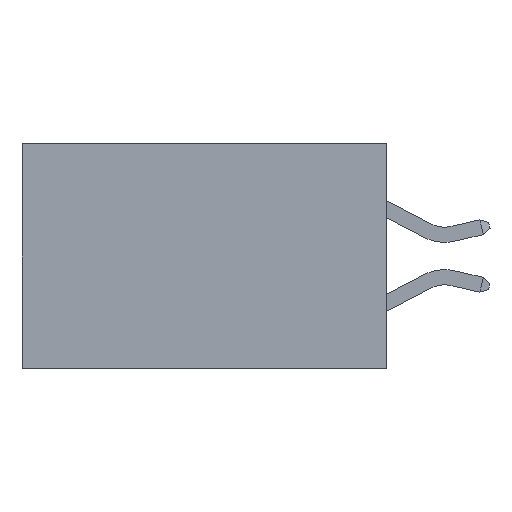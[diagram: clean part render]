
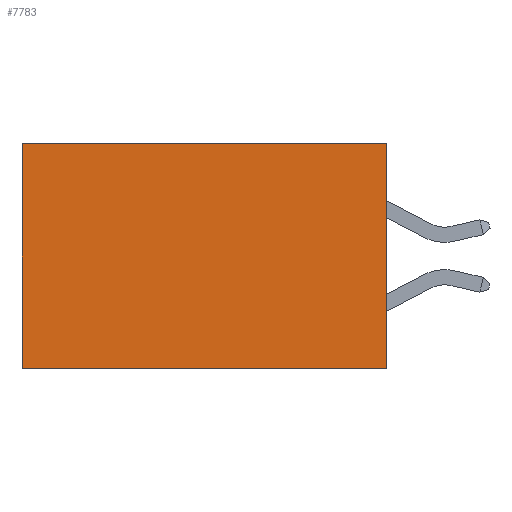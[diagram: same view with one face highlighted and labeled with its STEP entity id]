
A CAD part, left-side view. The second image highlights one B-rep face of the part: STEP entity #7783.
In plain terms, the highlighted planar face has unit normal (-1, 0, 0).
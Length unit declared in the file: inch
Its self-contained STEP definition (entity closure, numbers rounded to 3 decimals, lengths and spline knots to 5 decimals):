
#348 = LINE ( 'NONE', #14612, #12688 ) ;
#2034 = DIRECTION ( 'NONE',  ( 1., 0., 0. ) ) ;
#2220 = AXIS2_PLACEMENT_3D ( 'NONE', #3779, #2034, #8853 ) ;
#2809 = ORIENTED_EDGE ( 'NONE', *, *, #14804, .F. ) ;
#3314 = PLANE ( 'NONE',  #2220 ) ;
#3495 = DIRECTION ( 'NONE',  ( 0., 0., -1. ) ) ;
#3654 = LINE ( 'NONE', #15688, #16910 ) ;
#3779 = CARTESIAN_POINT ( 'NONE',  ( 0.2615, 0., -0.37 ) ) ;
#4407 = EDGE_CURVE ( 'NONE', #21862, #10665, #3654, .T. ) ;
#4498 = ORIENTED_EDGE ( 'NONE', *, *, #9900, .T. ) ;
#5505 = FACE_OUTER_BOUND ( 'NONE', #5800, .T. ) ;
#5800 = EDGE_LOOP ( 'NONE', ( #4498, #8222, #2809, #17106 ) ) ;
#6245 = DIRECTION ( 'NONE',  ( 0., 1., 0. ) ) ;
#7284 = CARTESIAN_POINT ( 'NONE',  ( 0.2615, 0.6, -0.37 ) ) ;
#7783 = ADVANCED_FACE ( 'NONE', ( #5505 ), #3314, .F. ) ;
#8222 = ORIENTED_EDGE ( 'NONE', *, *, #16496, .F. ) ;
#8724 = DIRECTION ( 'NONE',  ( 0., 1., 0. ) ) ;
#8853 = DIRECTION ( 'NONE',  ( 0., 0., -1. ) ) ;
#9378 = LINE ( 'NONE', #15160, #11280 ) ;
#9900 = EDGE_CURVE ( 'NONE', #10665, #13259, #15989, .T. ) ;
#10116 = CARTESIAN_POINT ( 'NONE',  ( 0.2615, 0.6, 0. ) ) ;
#10665 = VERTEX_POINT ( 'NONE', #10116 ) ;
#11280 = VECTOR ( 'NONE', #6245, 39.37008 ) ;
#12688 = VECTOR ( 'NONE', #14732, 39.37008 ) ;
#13259 = VERTEX_POINT ( 'NONE', #7284 ) ;
#14612 = CARTESIAN_POINT ( 'NONE',  ( 0.2615, 0., -0.37 ) ) ;
#14732 = DIRECTION ( 'NONE',  ( 0., 0., -1. ) ) ;
#14804 = EDGE_CURVE ( 'NONE', #21862, #14997, #348, .T. ) ;
#14997 = VERTEX_POINT ( 'NONE', #15968 ) ;
#15160 = CARTESIAN_POINT ( 'NONE',  ( 0.2615, 0., -0.37 ) ) ;
#15208 = VECTOR ( 'NONE', #3495, 39.37008 ) ;
#15688 = CARTESIAN_POINT ( 'NONE',  ( 0.2615, 0., 0. ) ) ;
#15968 = CARTESIAN_POINT ( 'NONE',  ( 0.2615, 0., -0.37 ) ) ;
#15989 = LINE ( 'NONE', #17380, #15208 ) ;
#16496 = EDGE_CURVE ( 'NONE', #14997, #13259, #9378, .T. ) ;
#16910 = VECTOR ( 'NONE', #8724, 39.37008 ) ;
#17106 = ORIENTED_EDGE ( 'NONE', *, *, #4407, .T. ) ;
#17380 = CARTESIAN_POINT ( 'NONE',  ( 0.2615, 0.6, -0.37 ) ) ;
#21490 = CARTESIAN_POINT ( 'NONE',  ( 0.2615, 0., 0. ) ) ;
#21862 = VERTEX_POINT ( 'NONE', #21490 ) ;
